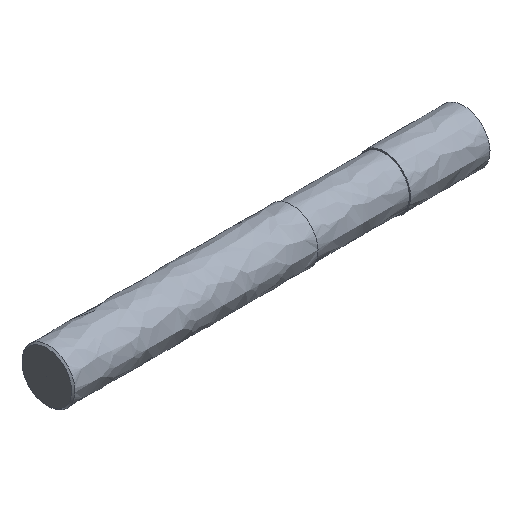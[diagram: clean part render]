
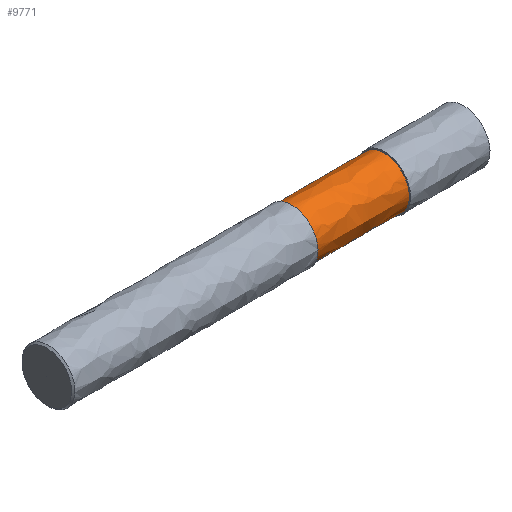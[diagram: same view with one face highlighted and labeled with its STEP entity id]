
A CAD part, isometric view. The second image highlights one B-rep face of the part: STEP entity #9771.
In plain terms, the highlighted free-form (B-spline) face has degree [5, 3] with [6, 4] control points.
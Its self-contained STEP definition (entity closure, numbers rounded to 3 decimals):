
#9676 = CARTESIAN_POINT ('', (-26., 3.8, 0.));
#9677 = VERTEX_POINT ('', #9676);
#9678 = CARTESIAN_POINT ('', (-26., 3.8, 0.));
#9679 = CARTESIAN_POINT ('', (-26., 3.8, -15.2));
#9680 = CARTESIAN_POINT ('', (-26., -11.4, -7.6));
#9681 = CARTESIAN_POINT ('', (-26., -11.4, 7.6));
#9682 = CARTESIAN_POINT ('', (-26., 3.8, 15.2));
#9683 = CARTESIAN_POINT ('', (-26., 3.8, 0.));
#9684 = (
   BOUNDED_CURVE ()
   B_SPLINE_CURVE (5, (#9678, #9679, #9680, #9681, #9682, #9683), .UNSPECIFIED., .T., .U.)
   B_SPLINE_CURVE_WITH_KNOTS ((6, 6), (0., 1.), .UNSPECIFIED.)
   CURVE ()
   GEOMETRIC_REPRESENTATION_ITEM ()
   RATIONAL_B_SPLINE_CURVE ((5., 1., 1., 1., 1., 5.))
   REPRESENTATION_ITEM ('')
);
#9685 = EDGE_CURVE ('', #9677, #9677, #9684, .T.);
#9724 = CARTESIAN_POINT ('', (-12., 3.8, 0.));
#9725 = VERTEX_POINT ('', #9724);
#9726 = CARTESIAN_POINT ('', (-12., 3.8, 0.));
#9727 = CARTESIAN_POINT ('', (-12., 3.8, -15.2));
#9728 = CARTESIAN_POINT ('', (-12., -11.4, -7.6));
#9729 = CARTESIAN_POINT ('', (-12., -11.4, 7.6));
#9730 = CARTESIAN_POINT ('', (-12., 3.8, 15.2));
#9731 = CARTESIAN_POINT ('', (-12., 3.8, 0.));
#9732 = (
   BOUNDED_CURVE ()
   B_SPLINE_CURVE (5, (#9726, #9727, #9728, #9729, #9730, #9731), .UNSPECIFIED., .T., .U.)
   B_SPLINE_CURVE_WITH_KNOTS ((6, 6), (0., 1.), .UNSPECIFIED.)
   CURVE ()
   GEOMETRIC_REPRESENTATION_ITEM ()
   RATIONAL_B_SPLINE_CURVE ((5., 1., 1., 1., 1., 5.))
   REPRESENTATION_ITEM ('')
);
#9733 = EDGE_CURVE ('', #9725, #9725, #9732, .T.);
#9734 = ORIENTED_EDGE ('', *, *, #9733, .T.);
#9735 = CARTESIAN_POINT ('', (-26., 3.8, 0.));
#9736 = CARTESIAN_POINT ('', (-21.333, 3.8, 0.));
#9737 = CARTESIAN_POINT ('', (-16.667, 3.8, 0.));
#9738 = CARTESIAN_POINT ('', (-12., 3.8, 0.));
#9739 = B_SPLINE_CURVE_WITH_KNOTS ('', 3, (#9735, #9736, #9737, #9738), .UNSPECIFIED., .F., .U., (4, 4), (0., 1.), .UNSPECIFIED.);
#9740 = EDGE_CURVE ('', #9677, #9725, #9739, .T.);
#9741 = ORIENTED_EDGE ('', *, *, #9740, .F.);
#9742 = ORIENTED_EDGE ('', *, *, #9685, .F.);
#9743 = ORIENTED_EDGE ('', *, *, #9740, .T.);
#9744 = EDGE_LOOP ('', (#9734, #9741, #9742, #9743));
#9745 = FACE_OUTER_BOUND ('', #9744, .T.);
#9746 = CARTESIAN_POINT ('', (-26., 3.8, 0.));
#9747 = CARTESIAN_POINT ('', (-21.333, 3.8, 0.));
#9748 = CARTESIAN_POINT ('', (-16.667, 3.8, 0.));
#9749 = CARTESIAN_POINT ('', (-12., 3.8, 0.));
#9750 = CARTESIAN_POINT ('', (-26., 3.8, 15.2));
#9751 = CARTESIAN_POINT ('', (-21.333, 3.8, 15.2));
#9752 = CARTESIAN_POINT ('', (-16.667, 3.8, 15.2));
#9753 = CARTESIAN_POINT ('', (-12., 3.8, 15.2));
#9754 = CARTESIAN_POINT ('', (-26., -11.4, 7.6));
#9755 = CARTESIAN_POINT ('', (-21.333, -11.4, 7.6));
#9756 = CARTESIAN_POINT ('', (-16.667, -11.4, 7.6));
#9757 = CARTESIAN_POINT ('', (-12., -11.4, 7.6));
#9758 = CARTESIAN_POINT ('', (-26., -11.4, -7.6));
#9759 = CARTESIAN_POINT ('', (-21.333, -11.4, -7.6));
#9760 = CARTESIAN_POINT ('', (-16.667, -11.4, -7.6));
#9761 = CARTESIAN_POINT ('', (-12., -11.4, -7.6));
#9762 = CARTESIAN_POINT ('', (-26., 3.8, -15.2));
#9763 = CARTESIAN_POINT ('', (-21.333, 3.8, -15.2));
#9764 = CARTESIAN_POINT ('', (-16.667, 3.8, -15.2));
#9765 = CARTESIAN_POINT ('', (-12., 3.8, -15.2));
#9766 = CARTESIAN_POINT ('', (-26., 3.8, 0.));
#9767 = CARTESIAN_POINT ('', (-21.333, 3.8, 0.));
#9768 = CARTESIAN_POINT ('', (-16.667, 3.8, 0.));
#9769 = CARTESIAN_POINT ('', (-12., 3.8, 0.));
#9770 = (
   BOUNDED_SURFACE ()
   B_SPLINE_SURFACE (5, 3, ((#9746, #9747, #9748, #9749), (#9750, #9751, #9752, #9753), (#9754, #9755, #9756, #9757), (#9758, #9759, #9760, #9761), (#9762, #9763, #9764, #9765), (#9766, #9767, #9768, #9769)), .UNSPECIFIED., .T., .F., .U.)
   B_SPLINE_SURFACE_WITH_KNOTS ((6, 6), (4, 4), (0., 1.), (0., 1.), .UNSPECIFIED.)
   SURFACE ()
   GEOMETRIC_REPRESENTATION_ITEM ()
   RATIONAL_B_SPLINE_SURFACE (((5., 5., 5., 5.), (1., 1., 1., 1.), (1., 1., 1., 1.), (1., 1., 1., 1.), (1., 1., 1., 1.), (5., 5., 5., 5.)))
   REPRESENTATION_ITEM ('')
);
#9771 = ADVANCED_FACE ('', (#9745), #9770, .T.);
